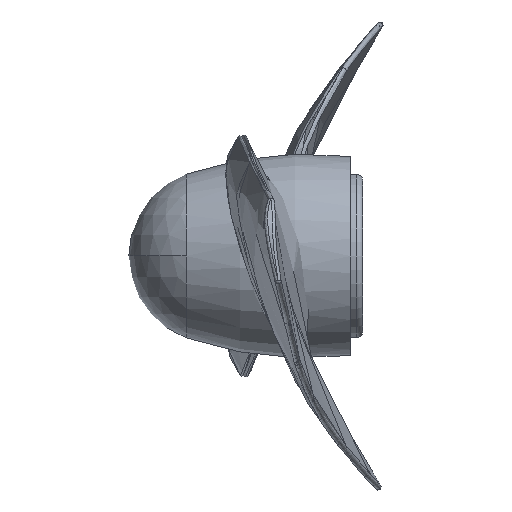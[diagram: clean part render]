
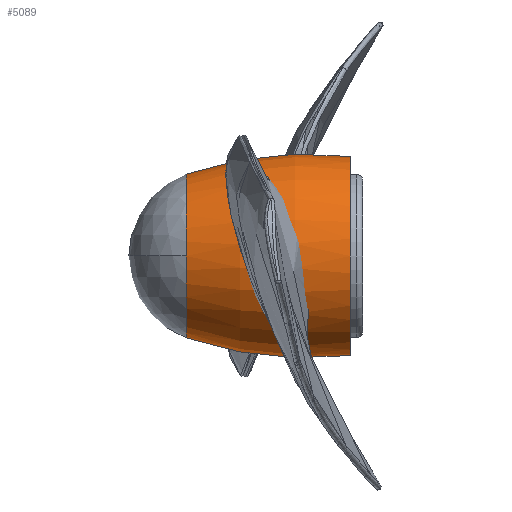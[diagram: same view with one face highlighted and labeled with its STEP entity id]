
A CAD part, left-side view. The second image highlights one B-rep face of the part: STEP entity #5089.
In plain terms, the highlighted toroidal (fillet/blend) face has major radius 21.911 mm and minor radius 30 mm.
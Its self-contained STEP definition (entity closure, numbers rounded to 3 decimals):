
#43 = AXIS2_PLACEMENT_3D ( 'NONE', #2066, #4139, #3101 ) ;
#134 = VERTEX_POINT ( 'NONE', #5648 ) ;
#251 = CIRCLE ( 'NONE', #4108, 30. ) ;
#581 = AXIS2_PLACEMENT_3D ( 'NONE', #967, #1071, #3072 ) ;
#765 = ORIENTED_EDGE ( 'NONE', *, *, #2749, .T. ) ;
#967 = CARTESIAN_POINT ( 'NONE',  ( 0., 13., 0. ) ) ;
#1040 = CARTESIAN_POINT ( 'NONE',  ( 0., 0., 7.9 ) ) ;
#1071 = DIRECTION ( 'NONE',  ( 0., -1., 0. ) ) ;
#1239 = DIRECTION ( 'NONE',  ( 1., 0., 0. ) ) ;
#1293 = CARTESIAN_POINT ( 'NONE',  ( 0., 0., -7.9 ) ) ;
#1562 = VERTEX_POINT ( 'NONE', #1293 ) ;
#1786 = DIRECTION ( 'NONE',  ( 0., 0., -1. ) ) ;
#1852 = ORIENTED_EDGE ( 'NONE', *, *, #5505, .F. ) ;
#1955 = EDGE_CURVE ( 'NONE', #134, #4884, #3563, .T. ) ;
#2034 = FACE_OUTER_BOUND ( 'NONE', #4848, .T. ) ;
#2066 = CARTESIAN_POINT ( 'NONE',  ( 0., 3.365, 0. ) ) ;
#2364 = AXIS2_PLACEMENT_3D ( 'NONE', #6459, #2403, #4906 ) ;
#2403 = DIRECTION ( 'NONE',  ( 0., -1., 0. ) ) ;
#2701 = CARTESIAN_POINT ( 'NONE',  ( 0., 3.365, -21.911 ) ) ;
#2749 = EDGE_CURVE ( 'NONE', #134, #6157, #5428, .T. ) ;
#3072 = DIRECTION ( 'NONE',  ( 0., 0., -1. ) ) ;
#3101 = DIRECTION ( 'NONE',  ( 0., 0., -1. ) ) ;
#3144 = EDGE_CURVE ( 'NONE', #6157, #1562, #251, .T. ) ;
#3528 = CARTESIAN_POINT ( 'NONE',  ( 0., 3.365, 21.911 ) ) ;
#3563 = CIRCLE ( 'NONE', #6304, 30. ) ;
#3580 = CARTESIAN_POINT ( 'NONE',  ( 0., 13., -6.5 ) ) ;
#4108 = AXIS2_PLACEMENT_3D ( 'NONE', #3528, #6137, #4614 ) ;
#4139 = DIRECTION ( 'NONE',  ( 0., -1., 0. ) ) ;
#4614 = DIRECTION ( 'NONE',  ( 0., 0., 1. ) ) ;
#4848 = EDGE_LOOP ( 'NONE', ( #5907, #765, #5991, #1852 ) ) ;
#4884 = VERTEX_POINT ( 'NONE', #1040 ) ;
#4906 = DIRECTION ( 'NONE',  ( 0., 0., -1. ) ) ;
#5089 = ADVANCED_FACE ( 'NONE', ( #2034 ), #5105, .T. ) ;
#5105 = TOROIDAL_SURFACE ( 'NONE', #43, -21.911, 30. ) ;
#5428 = CIRCLE ( 'NONE', #581, 6.5 ) ;
#5505 = EDGE_CURVE ( 'NONE', #4884, #1562, #5876, .T. ) ;
#5648 = CARTESIAN_POINT ( 'NONE',  ( 0., 13., 6.5 ) ) ;
#5876 = CIRCLE ( 'NONE', #2364, 7.9 ) ;
#5907 = ORIENTED_EDGE ( 'NONE', *, *, #1955, .F. ) ;
#5991 = ORIENTED_EDGE ( 'NONE', *, *, #3144, .T. ) ;
#6137 = DIRECTION ( 'NONE',  ( -1., 0., 0. ) ) ;
#6157 = VERTEX_POINT ( 'NONE', #3580 ) ;
#6304 = AXIS2_PLACEMENT_3D ( 'NONE', #2701, #1239, #1786 ) ;
#6459 = CARTESIAN_POINT ( 'NONE',  ( 0., 0., 0. ) ) ;
